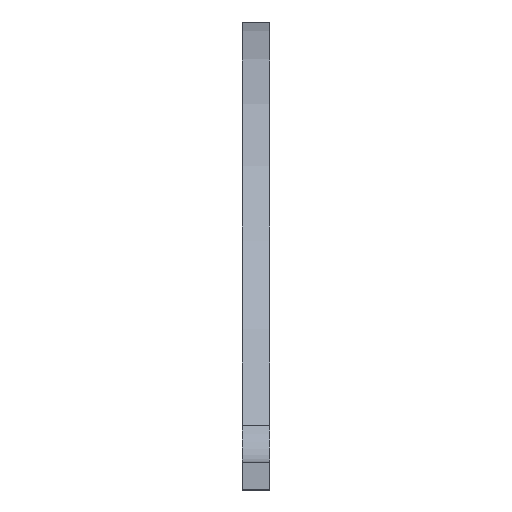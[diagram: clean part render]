
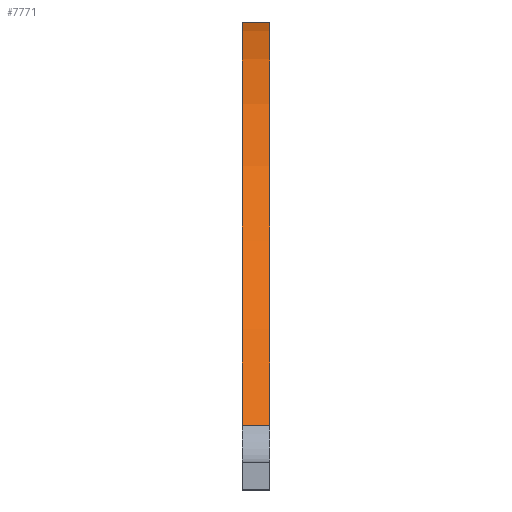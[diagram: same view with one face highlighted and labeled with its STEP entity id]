
A CAD part, front view. The second image highlights one B-rep face of the part: STEP entity #7771.
In plain terms, the highlighted cylindrical face has radius 264.519 mm (diameter 529.037 mm), a partial arc.
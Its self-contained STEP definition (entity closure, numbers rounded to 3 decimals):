
#38 = AXIS2_PLACEMENT_3D ( 'NONE', #5879, #7173, #1883 ) ;
#45 = CIRCLE ( 'NONE', #38, 264.519 ) ;
#277 = VERTEX_POINT ( 'NONE', #8159 ) ;
#372 = VERTEX_POINT ( 'NONE', #3120 ) ;
#841 = VECTOR ( 'NONE', #7102, 1000. ) ;
#1024 = VECTOR ( 'NONE', #7106, 1000. ) ;
#1039 = CARTESIAN_POINT ( 'NONE',  ( -6., 127.557, 21.805 ) ) ;
#1290 = VERTEX_POINT ( 'NONE', #5841 ) ;
#1517 = ORIENTED_EDGE ( 'NONE', *, *, #7406, .T. ) ;
#1707 = LINE ( 'NONE', #7758, #841 ) ;
#1751 = VERTEX_POINT ( 'NONE', #2740 ) ;
#1883 = DIRECTION ( 'NONE',  ( 0., 0., 1. ) ) ;
#2740 = CARTESIAN_POINT ( 'NONE',  ( 6., 376.177, 196. ) ) ;
#3120 = CARTESIAN_POINT ( 'NONE',  ( 6., 127.557, 21.805 ) ) ;
#3605 = AXIS2_PLACEMENT_3D ( 'NONE', #4314, #4376, #7057 ) ;
#4314 = CARTESIAN_POINT ( 'NONE',  ( 0., 376.177, -68.519 ) ) ;
#4376 = DIRECTION ( 'NONE',  ( -1., 0., 0. ) ) ;
#4401 = CYLINDRICAL_SURFACE ( 'NONE', #3605, 264.519 ) ;
#4633 = EDGE_CURVE ( 'NONE', #1290, #277, #45, .T. ) ;
#5029 = FACE_OUTER_BOUND ( 'NONE', #7566, .T. ) ;
#5349 = LINE ( 'NONE', #1039, #1024 ) ;
#5687 = DIRECTION ( 'NONE',  ( -1., 0., 0. ) ) ;
#5841 = CARTESIAN_POINT ( 'NONE',  ( -6., 127.557, 21.805 ) ) ;
#5879 = CARTESIAN_POINT ( 'NONE',  ( -6., 376.177, -68.519 ) ) ;
#6435 = ORIENTED_EDGE ( 'NONE', *, *, #8718, .T. ) ;
#6642 = ORIENTED_EDGE ( 'NONE', *, *, #4633, .F. ) ;
#7002 = CARTESIAN_POINT ( 'NONE',  ( 6., 376.177, -68.519 ) ) ;
#7028 = DIRECTION ( 'NONE',  ( 0., 0., 1. ) ) ;
#7057 = DIRECTION ( 'NONE',  ( 0., 0., 1. ) ) ;
#7102 = DIRECTION ( 'NONE',  ( -1., 0., 0. ) ) ;
#7106 = DIRECTION ( 'NONE',  ( 1., 0., 0. ) ) ;
#7125 = CIRCLE ( 'NONE', #7199, 264.519 ) ;
#7173 = DIRECTION ( 'NONE',  ( -1., 0., 0. ) ) ;
#7199 = AXIS2_PLACEMENT_3D ( 'NONE', #7002, #5687, #7028 ) ;
#7406 = EDGE_CURVE ( 'NONE', #1290, #372, #5349, .T. ) ;
#7566 = EDGE_LOOP ( 'NONE', ( #8001, #6435, #6642, #1517 ) ) ;
#7758 = CARTESIAN_POINT ( 'NONE',  ( 0., 376.177, 196. ) ) ;
#7771 = ADVANCED_FACE ( 'NONE', ( #5029 ), #4401, .T. ) ;
#7794 = EDGE_CURVE ( 'NONE', #372, #1751, #7125, .T. ) ;
#8001 = ORIENTED_EDGE ( 'NONE', *, *, #7794, .T. ) ;
#8159 = CARTESIAN_POINT ( 'NONE',  ( -6., 376.177, 196. ) ) ;
#8718 = EDGE_CURVE ( 'NONE', #1751, #277, #1707, .T. ) ;
